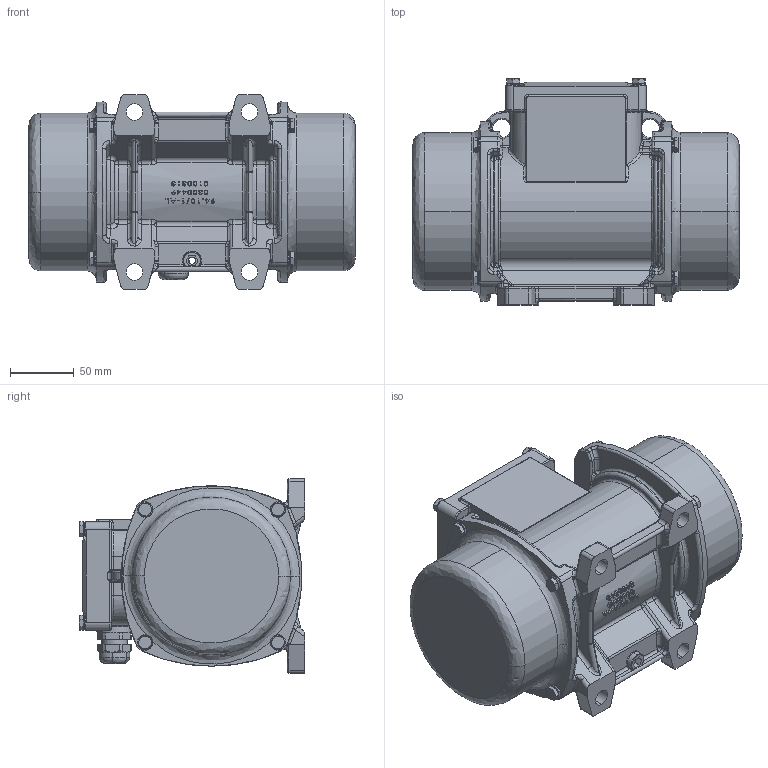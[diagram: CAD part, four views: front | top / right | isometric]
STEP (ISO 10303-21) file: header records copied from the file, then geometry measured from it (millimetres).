
FILE_DESCRIPTION (( 'STEP AP203' ), '1' );
FILE_NAME ('NES 50300 #03006000.STEP', '2019-01-15T10:29:20', ( '' ), ( '' ), 'SwSTEP 2.0', 'SolidWorks 2015', '' );
FILE_SCHEMA (( 'CONFIG_CONTROL_DESIGN' ));
Length unit declared in the file: millimetre
Products named in the file (1): NES 50300 #03006000
Bounding box: 255 x 176.6 x 152 mm (x, y, z)
Volume: 3252370.9 mm3; surface area: 199969.8 mm2
Topology: 1 solids, 1 shells, 1704 faces, 4124 edges, 2434 vertices
Faces by surface type: bspline 699, plane 438, cylinder 430, cone 137
Entity records: 78894 total; most frequent: CARTESIAN_POINT 44188, ORIENTED_EDGE 8168, DIRECTION 5953, EDGE_CURVE 4084, VERTEX_POINT 2434, AXIS2_PLACEMENT_3D 2285, EDGE_LOOP 1770, ADVANCED_FACE 1704
